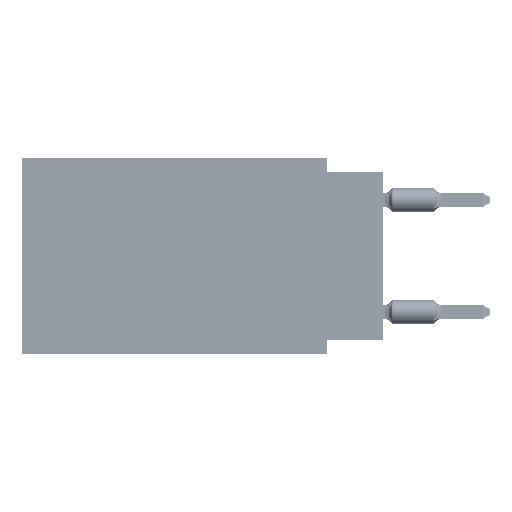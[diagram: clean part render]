
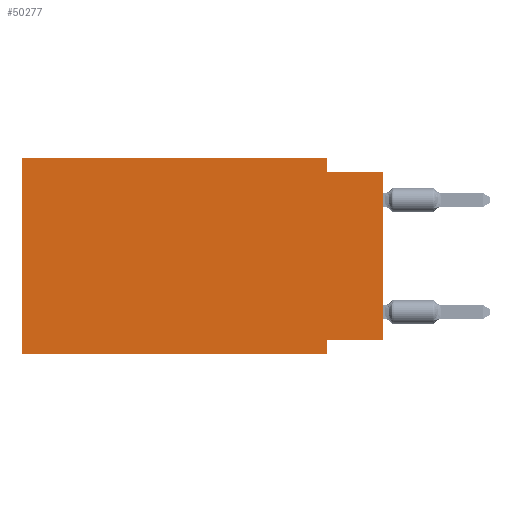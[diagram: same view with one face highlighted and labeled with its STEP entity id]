
A CAD part, left-side view. The second image highlights one B-rep face of the part: STEP entity #50277.
In plain terms, the highlighted planar face has unit normal (-1, 0, 0).
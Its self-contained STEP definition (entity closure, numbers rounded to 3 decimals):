
#1009 = ORIENTED_EDGE ( 'NONE', *, *, #8903, .F. ) ;
#2238 = AXIS2_PLACEMENT_3D ( 'NONE', #93673, #21908, #68524 ) ;
#4186 = VECTOR ( 'NONE', #61805, 1000. ) ;
#4225 = CARTESIAN_POINT ( 'NONE',  ( 0., 2.54, -0.635 ) ) ;
#4394 = EDGE_CURVE ( 'NONE', #39717, #31265, #59688, .T. ) ;
#4554 = ORIENTED_EDGE ( 'NONE', *, *, #94374, .F. ) ;
#7030 = EDGE_CURVE ( 'NONE', #34027, #92558, #57486, .T. ) ;
#8232 = VECTOR ( 'NONE', #92563, 1000. ) ;
#8903 = EDGE_CURVE ( 'NONE', #55568, #98030, #69649, .T. ) ;
#16130 = CARTESIAN_POINT ( 'NONE',  ( 0., 0., -8.255 ) ) ;
#19241 = VECTOR ( 'NONE', #86818, 1000. ) ;
#19847 = CARTESIAN_POINT ( 'NONE',  ( 0., 0., -8.255 ) ) ;
#21339 = CARTESIAN_POINT ( 'NONE',  ( 0., 2.54, -8.255 ) ) ;
#21908 = DIRECTION ( 'NONE',  ( 1., 0., 0. ) ) ;
#21940 = ORIENTED_EDGE ( 'NONE', *, *, #48283, .T. ) ;
#23817 = ORIENTED_EDGE ( 'NONE', *, *, #31717, .F. ) ;
#25410 = VERTEX_POINT ( 'NONE', #28873 ) ;
#27267 = DIRECTION ( 'NONE',  ( 0., 0., -1. ) ) ;
#27965 = VECTOR ( 'NONE', #84120, 1000. ) ;
#28873 = CARTESIAN_POINT ( 'NONE',  ( 0., 0., -0.635 ) ) ;
#29780 = PLANE ( 'NONE',  #2238 ) ;
#29873 = CARTESIAN_POINT ( 'NONE',  ( 0., 16.383, 0. ) ) ;
#31265 = VERTEX_POINT ( 'NONE', #4225 ) ;
#31717 = EDGE_CURVE ( 'NONE', #92558, #46190, #85794, .T. ) ;
#33986 = VECTOR ( 'NONE', #27267, 1000. ) ;
#34027 = VERTEX_POINT ( 'NONE', #19847 ) ;
#37866 = LINE ( 'NONE', #70311, #100536 ) ;
#39717 = VERTEX_POINT ( 'NONE', #92197 ) ;
#41903 = EDGE_CURVE ( 'NONE', #98030, #39717, #94051, .T. ) ;
#44456 = FACE_OUTER_BOUND ( 'NONE', #59055, .T. ) ;
#45212 = DIRECTION ( 'NONE',  ( 0., -1., 0. ) ) ;
#45682 = EDGE_CURVE ( 'NONE', #34027, #25410, #46463, .T. ) ;
#46190 = VERTEX_POINT ( 'NONE', #84273 ) ;
#46463 = LINE ( 'NONE', #61120, #8232 ) ;
#48283 = EDGE_CURVE ( 'NONE', #55568, #46190, #37866, .T. ) ;
#50277 = ADVANCED_FACE ( 'NONE', ( #44456 ), #29780, .F. ) ;
#50493 = DIRECTION ( 'NONE',  ( 0., -1., 0. ) ) ;
#54248 = CARTESIAN_POINT ( 'NONE',  ( 0., 16.383, 0. ) ) ;
#55568 = VERTEX_POINT ( 'NONE', #70523 ) ;
#57486 = LINE ( 'NONE', #16130, #60853 ) ;
#57823 = CARTESIAN_POINT ( 'NONE',  ( 0., 0., -0.635 ) ) ;
#59055 = EDGE_LOOP ( 'NONE', ( #76601, #4554, #93111, #80043, #1009, #21940, #23817, #98246 ) ) ;
#59688 = LINE ( 'NONE', #75956, #33986 ) ;
#60853 = VECTOR ( 'NONE', #72166, 1000. ) ;
#61120 = CARTESIAN_POINT ( 'NONE',  ( 0., 0., 0. ) ) ;
#61805 = DIRECTION ( 'NONE',  ( 0., 0., 1. ) ) ;
#63234 = CARTESIAN_POINT ( 'NONE',  ( 0., 2.54, -8.89 ) ) ;
#68524 = DIRECTION ( 'NONE',  ( 0., 0., -1. ) ) ;
#69649 = LINE ( 'NONE', #29873, #4186 ) ;
#70311 = CARTESIAN_POINT ( 'NONE',  ( 0., 16.383, -8.89 ) ) ;
#70523 = CARTESIAN_POINT ( 'NONE',  ( 0., 16.383, -8.89 ) ) ;
#72166 = DIRECTION ( 'NONE',  ( 0., 1., 0. ) ) ;
#75956 = CARTESIAN_POINT ( 'NONE',  ( 0., 2.54, 0. ) ) ;
#76601 = ORIENTED_EDGE ( 'NONE', *, *, #45682, .T. ) ;
#79899 = VECTOR ( 'NONE', #50493, 1000. ) ;
#80043 = ORIENTED_EDGE ( 'NONE', *, *, #41903, .F. ) ;
#83974 = LINE ( 'NONE', #57823, #79899 ) ;
#84120 = DIRECTION ( 'NONE',  ( 0., -1., 0. ) ) ;
#84273 = CARTESIAN_POINT ( 'NONE',  ( 0., 2.54, -8.89 ) ) ;
#85794 = LINE ( 'NONE', #63234, #19241 ) ;
#86818 = DIRECTION ( 'NONE',  ( 0., 0., -1. ) ) ;
#89955 = CARTESIAN_POINT ( 'NONE',  ( 0., 16.383, 0. ) ) ;
#92197 = CARTESIAN_POINT ( 'NONE',  ( 0., 2.54, 0. ) ) ;
#92558 = VERTEX_POINT ( 'NONE', #21339 ) ;
#92563 = DIRECTION ( 'NONE',  ( 0., 0., 1. ) ) ;
#93111 = ORIENTED_EDGE ( 'NONE', *, *, #4394, .F. ) ;
#93673 = CARTESIAN_POINT ( 'NONE',  ( 0., 16.383, 0. ) ) ;
#94051 = LINE ( 'NONE', #54248, #27965 ) ;
#94374 = EDGE_CURVE ( 'NONE', #31265, #25410, #83974, .T. ) ;
#98030 = VERTEX_POINT ( 'NONE', #89955 ) ;
#98246 = ORIENTED_EDGE ( 'NONE', *, *, #7030, .F. ) ;
#100536 = VECTOR ( 'NONE', #45212, 1000. ) ;
